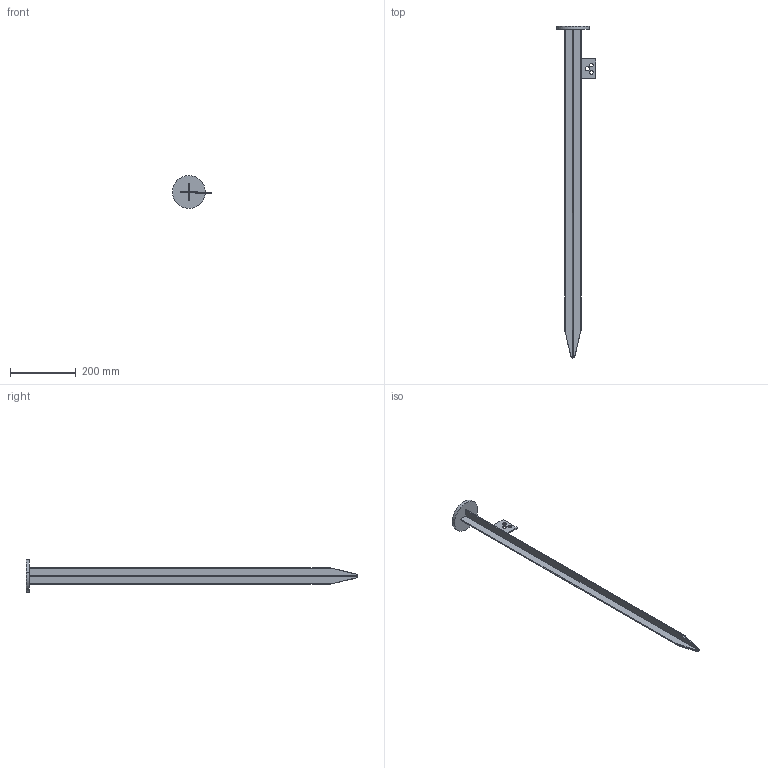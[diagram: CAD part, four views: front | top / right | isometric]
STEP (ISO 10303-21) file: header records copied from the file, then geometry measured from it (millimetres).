
FILE_DESCRIPTION (( 'STEP AP214' ), '1' );
FILE_NAME ('5003081.stp', '2016-08-31T09:25:35', ( '' ), ( '' ), 'SwSTEP 2.0', 'SolidWorks 2014', '' );
FILE_SCHEMA (( 'AUTOMOTIVE_DESIGN' ));
Length unit declared in the file: millimetre
Products named in the file (4): 0072228_Standart; 074301_Standard; 074300_L=1,0m; 5003081
Assembly tree (3 placements, depth 2):
  5003081
    074300_L=1,0m
    074301_Standard
    0072228_Standart
Bounding box: 118.91 x 1010 x 99.83 mm (x, y, z)
Volume: 360226.9 mm3; surface area: 212382.9 mm2
Topology: 3 solids, 3 shells, 36 faces, 90 edges, 60 vertices
Faces by surface type: plane 18, cylinder 13, cone 5
Entity records: 1408 total; most frequent: CARTESIAN_POINT 382, DIRECTION 186, ORIENTED_EDGE 180, EDGE_CURVE 90, AXIS2_PLACEMENT_3D 68, VERTEX_POINT 60, VECTOR 50, LINE 50
